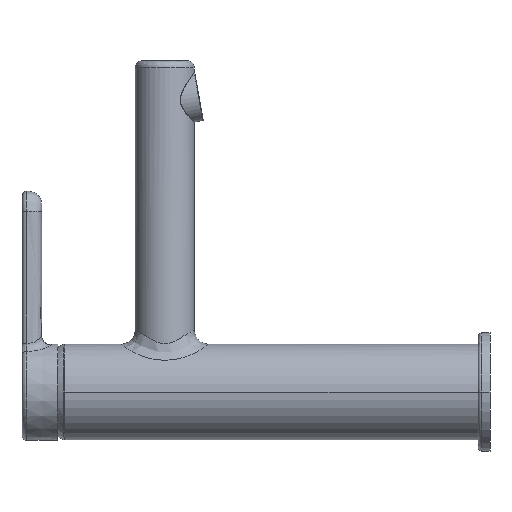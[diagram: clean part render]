
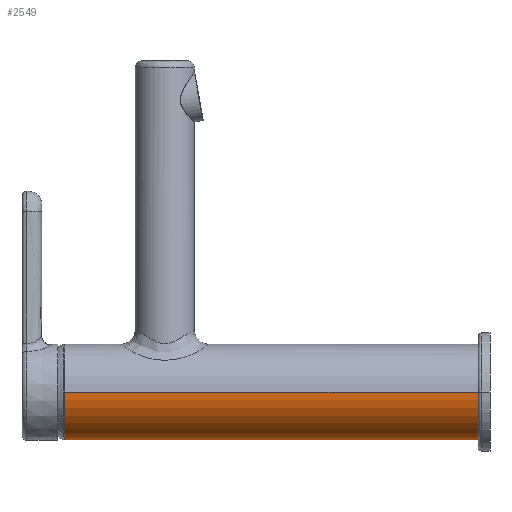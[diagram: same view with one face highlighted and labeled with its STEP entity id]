
A CAD part, left-side view. The second image highlights one B-rep face of the part: STEP entity #2549.
In plain terms, the highlighted cylindrical face has radius 20.25 mm (diameter 40.5 mm), a partial arc.
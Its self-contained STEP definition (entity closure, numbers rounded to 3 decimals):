
#27 = FACE_OUTER_BOUND ( 'NONE', #46, .T. ) ;
#46 = EDGE_LOOP ( 'NONE', ( #1439, #1220, #1847, #1655 ) ) ;
#91 = DIRECTION ( 'NONE',  ( 0., -1., 0. ) ) ;
#176 = LINE ( 'NONE', #1470, #4283 ) ;
#215 = EDGE_CURVE ( 'NONE', #4538, #1571, #176, .T. ) ;
#463 = DIRECTION ( 'NONE',  ( 0., -1., 0. ) ) ;
#658 = CARTESIAN_POINT ( 'NONE',  ( -20.25, 174.8, 0. ) ) ;
#808 = DIRECTION ( 'NONE',  ( 0., -1., 0. ) ) ;
#1032 = CIRCLE ( 'NONE', #4903, 20.25 ) ;
#1220 = ORIENTED_EDGE ( 'NONE', *, *, #215, .T. ) ;
#1256 = CARTESIAN_POINT ( 'NONE',  ( 0., 0., 0. ) ) ;
#1439 = ORIENTED_EDGE ( 'NONE', *, *, #4557, .T. ) ;
#1470 = CARTESIAN_POINT ( 'NONE',  ( 20.25, 192.5, 0. ) ) ;
#1529 = EDGE_CURVE ( 'NONE', #1571, #4581, #1032, .T. ) ;
#1571 = VERTEX_POINT ( 'NONE', #4371 ) ;
#1635 = DIRECTION ( 'NONE',  ( -1., 0., 0. ) ) ;
#1655 = ORIENTED_EDGE ( 'NONE', *, *, #1864, .F. ) ;
#1847 = ORIENTED_EDGE ( 'NONE', *, *, #1529, .T. ) ;
#1864 = EDGE_CURVE ( 'NONE', #3824, #4581, #2690, .T. ) ;
#1990 = CARTESIAN_POINT ( 'NONE',  ( -20.25, 0., 0. ) ) ;
#2014 = CARTESIAN_POINT ( 'NONE',  ( 0., 192.5, 0. ) ) ;
#2052 = CARTESIAN_POINT ( 'NONE',  ( -20.25, 192.5, 0. ) ) ;
#2366 = VECTOR ( 'NONE', #91, 1000. ) ;
#2549 = ADVANCED_FACE ( 'NONE', ( #27 ), #4511, .T. ) ;
#2690 = LINE ( 'NONE', #2052, #2366 ) ;
#2740 = CIRCLE ( 'NONE', #4983, 20.25 ) ;
#3392 = DIRECTION ( 'NONE',  ( 0., -1., 0. ) ) ;
#3537 = CARTESIAN_POINT ( 'NONE',  ( 0., 174.8, 0. ) ) ;
#3824 = VERTEX_POINT ( 'NONE', #658 ) ;
#3961 = DIRECTION ( 'NONE',  ( -1., 0., 0. ) ) ;
#3989 = DIRECTION ( 'NONE',  ( -1., 0., 0. ) ) ;
#4220 = AXIS2_PLACEMENT_3D ( 'NONE', #2014, #463, #3961 ) ;
#4283 = VECTOR ( 'NONE', #3392, 1000. ) ;
#4341 = DIRECTION ( 'NONE',  ( 0., 1., 0. ) ) ;
#4371 = CARTESIAN_POINT ( 'NONE',  ( 20.25, 0., 0. ) ) ;
#4511 = CYLINDRICAL_SURFACE ( 'NONE', #4220, 20.25 ) ;
#4538 = VERTEX_POINT ( 'NONE', #5093 ) ;
#4557 = EDGE_CURVE ( 'NONE', #3824, #4538, #2740, .T. ) ;
#4581 = VERTEX_POINT ( 'NONE', #1990 ) ;
#4903 = AXIS2_PLACEMENT_3D ( 'NONE', #1256, #4341, #1635 ) ;
#4983 = AXIS2_PLACEMENT_3D ( 'NONE', #3537, #808, #3989 ) ;
#5093 = CARTESIAN_POINT ( 'NONE',  ( 20.25, 174.8, 0. ) ) ;
